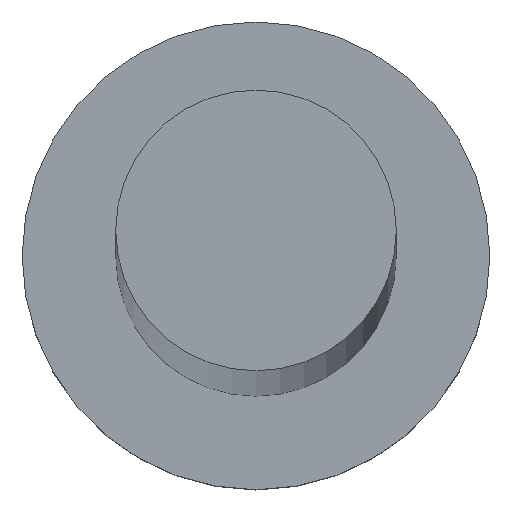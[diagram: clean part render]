
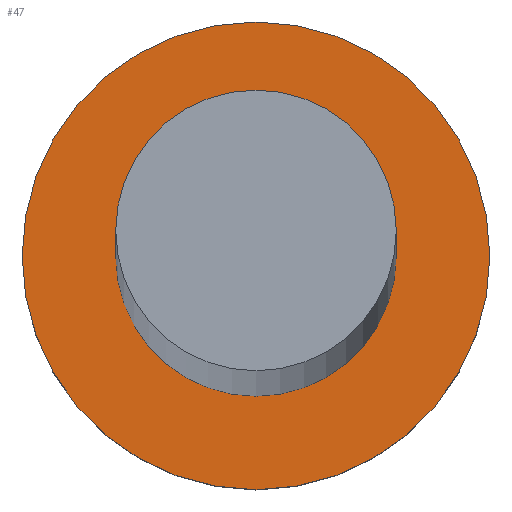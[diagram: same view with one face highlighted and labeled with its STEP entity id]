
A CAD part, top view. The second image highlights one B-rep face of the part: STEP entity #47.
In plain terms, the highlighted planar face has unit normal (0, 0, 1).
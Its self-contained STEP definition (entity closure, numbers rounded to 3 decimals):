
#1 = CIRCLE ( 'NONE', #83, 6. ) ;
#8 = AXIS2_PLACEMENT_3D ( 'NONE', #225, #118, #38 ) ;
#10 = ORIENTED_EDGE ( 'NONE', *, *, #101, .T. ) ;
#12 = CARTESIAN_POINT ( 'NONE',  ( -6., 0., 7. ) ) ;
#14 = FACE_OUTER_BOUND ( 'NONE', #167, .T. ) ;
#16 = PLANE ( 'NONE',  #8 ) ;
#34 = VERTEX_POINT ( 'NONE', #12 ) ;
#38 = DIRECTION ( 'NONE',  ( 1., 0., 0. ) ) ;
#39 = ORIENTED_EDGE ( 'NONE', *, *, #215, .T. ) ;
#44 = CARTESIAN_POINT ( 'NONE',  ( 10., 0., 7. ) ) ;
#47 = ADVANCED_FACE ( 'NONE', ( #198, #14 ), #16, .T. ) ;
#49 = DIRECTION ( 'NONE',  ( 1., 0., 0. ) ) ;
#63 = AXIS2_PLACEMENT_3D ( 'NONE', #207, #105, #185 ) ;
#65 = DIRECTION ( 'NONE',  ( 1., 0., 0. ) ) ;
#67 = DIRECTION ( 'NONE',  ( 1., 0., 0. ) ) ;
#76 = VERTEX_POINT ( 'NONE', #154 ) ;
#83 = AXIS2_PLACEMENT_3D ( 'NONE', #250, #85, #65 ) ;
#85 = DIRECTION ( 'NONE',  ( 0., 0., 1. ) ) ;
#101 = EDGE_CURVE ( 'NONE', #76, #181, #209, .T. ) ;
#105 = DIRECTION ( 'NONE',  ( 0., 0., 1. ) ) ;
#108 = CARTESIAN_POINT ( 'NONE',  ( 0., 0., 7. ) ) ;
#112 = EDGE_CURVE ( 'NONE', #134, #34, #114, .T. ) ;
#114 = CIRCLE ( 'NONE', #63, 6. ) ;
#118 = DIRECTION ( 'NONE',  ( 0., 0., 1. ) ) ;
#123 = DIRECTION ( 'NONE',  ( 0., 0., 1. ) ) ;
#124 = EDGE_CURVE ( 'NONE', #34, #134, #1, .T. ) ;
#134 = VERTEX_POINT ( 'NONE', #213 ) ;
#136 = ORIENTED_EDGE ( 'NONE', *, *, #124, .F. ) ;
#149 = AXIS2_PLACEMENT_3D ( 'NONE', #108, #123, #67 ) ;
#154 = CARTESIAN_POINT ( 'NONE',  ( -10., 0., 7. ) ) ;
#157 = EDGE_LOOP ( 'NONE', ( #136, #255 ) ) ;
#167 = EDGE_LOOP ( 'NONE', ( #10, #39 ) ) ;
#171 = DIRECTION ( 'NONE',  ( 0., 0., 1. ) ) ;
#174 = CARTESIAN_POINT ( 'NONE',  ( 0., 0., 7. ) ) ;
#181 = VERTEX_POINT ( 'NONE', #44 ) ;
#185 = DIRECTION ( 'NONE',  ( 1., 0., 0. ) ) ;
#191 = CIRCLE ( 'NONE', #253, 10. ) ;
#198 = FACE_BOUND ( 'NONE', #157, .T. ) ;
#207 = CARTESIAN_POINT ( 'NONE',  ( 0., 0., 7. ) ) ;
#209 = CIRCLE ( 'NONE', #149, 10. ) ;
#213 = CARTESIAN_POINT ( 'NONE',  ( 6., 0., 7. ) ) ;
#215 = EDGE_CURVE ( 'NONE', #181, #76, #191, .T. ) ;
#225 = CARTESIAN_POINT ( 'NONE',  ( 0., 0., 7. ) ) ;
#250 = CARTESIAN_POINT ( 'NONE',  ( 0., 0., 7. ) ) ;
#253 = AXIS2_PLACEMENT_3D ( 'NONE', #174, #171, #49 ) ;
#255 = ORIENTED_EDGE ( 'NONE', *, *, #112, .F. ) ;
